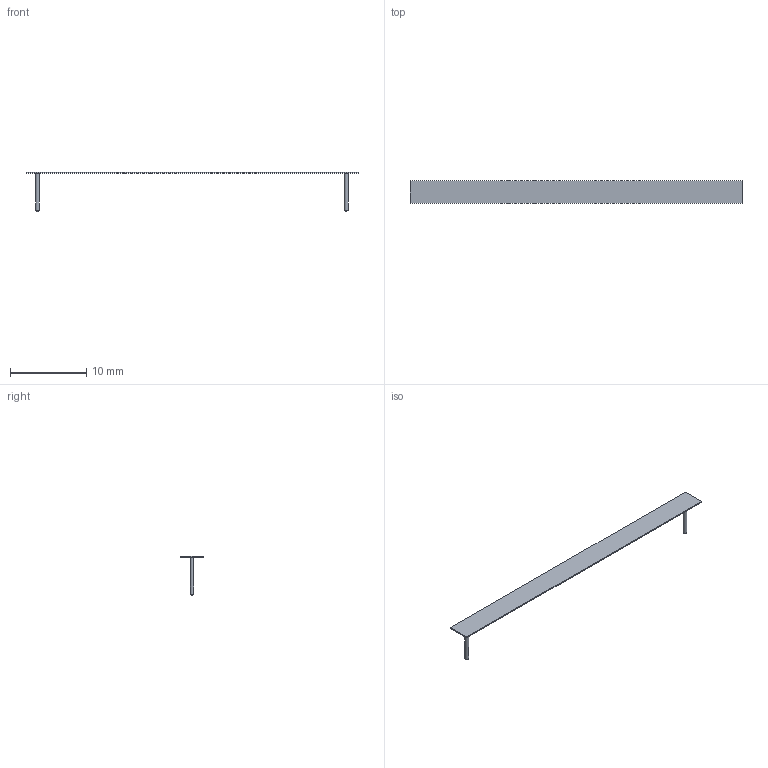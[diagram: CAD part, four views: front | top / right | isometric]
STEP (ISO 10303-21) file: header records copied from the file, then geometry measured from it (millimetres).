
FILE_DESCRIPTION(('FreeCAD Model'),'2;1');
FILE_NAME('Open CASCADE Shape Model','2022-11-08T09:29:25',('BT'),(''), 'Open CASCADE STEP processor 7.5','FreeCAD','Unknown');
FILE_SCHEMA(('AP242_MANAGED_MODEL_BASED_3D_ENGINEERING_MIM_LF. {1 0 10303 442 1 1 4 }'));
Length unit declared in the file: millimetre
Products named in the file (1): Body
Bounding box: 43.5 x 3 x 5.15 mm (x, y, z)
Volume: 21.5 mm3; surface area: 290.2 mm2
Topology: 1 solids, 1 shells, 12 faces, 22 edges, 14 vertices
Faces by surface type: plane 8, cylinder 2, cone 2
Full cylindrical faces by diameter (mm): 0.5 x2
Entity records: 318 total; most frequent: DIRECTION 54, CARTESIAN_POINT 49, ORIENTED_EDGE 44, EDGE_CURVE 22, AXIS2_PLACEMENT_3D 19, LINE 16, VECTOR 16, FACE_BOUND 14
